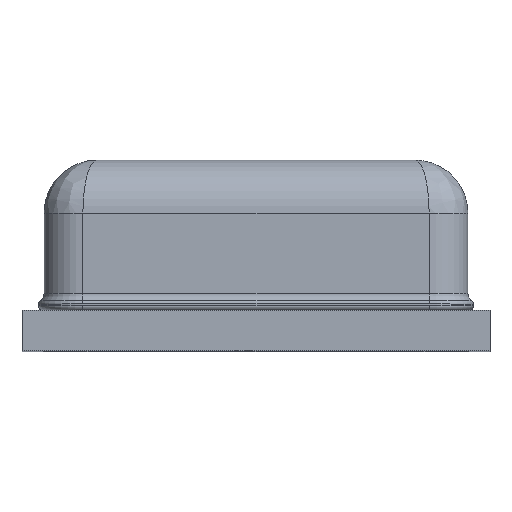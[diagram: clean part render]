
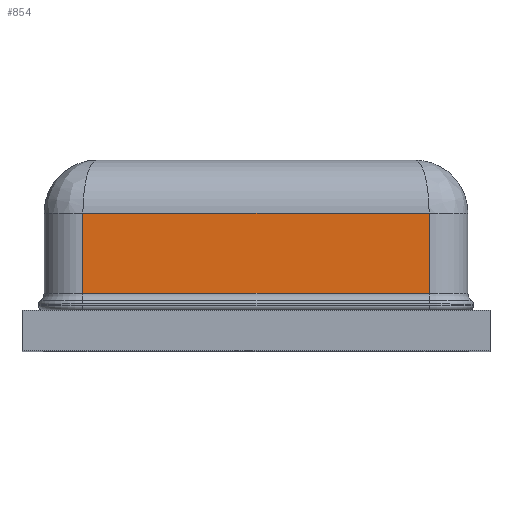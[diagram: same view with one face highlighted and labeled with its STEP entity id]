
A CAD part, top view. The second image highlights one B-rep face of the part: STEP entity #854.
In plain terms, the highlighted planar face has unit normal (0, 0, 1).
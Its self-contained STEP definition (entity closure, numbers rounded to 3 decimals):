
#6 = AXIS2_PLACEMENT_3D ( 'NONE', #1831, #1390, #918 ) ;
#87 = ORIENTED_EDGE ( 'NONE', *, *, #292, .T. ) ;
#205 = CARTESIAN_POINT ( 'NONE',  ( -0.98, 0.325, 1.625 ) ) ;
#225 = LINE ( 'NONE', #1094, #2546 ) ;
#251 = VECTOR ( 'NONE', #353, 1000. ) ;
#292 = EDGE_CURVE ( 'NONE', #2734, #371, #3069, .T. ) ;
#353 = DIRECTION ( 'NONE',  ( 0., -1., 0. ) ) ;
#371 = VERTEX_POINT ( 'NONE', #205 ) ;
#506 = CARTESIAN_POINT ( 'NONE',  ( -0.98, 0.78, 1.625 ) ) ;
#542 = DIRECTION ( 'NONE',  ( 0., -1., 0. ) ) ;
#854 = ADVANCED_FACE ( 'NONE', ( #1062 ), #2969, .F. ) ;
#863 = ORIENTED_EDGE ( 'NONE', *, *, #3406, .F. ) ;
#918 = DIRECTION ( 'NONE',  ( -1., 0., 0. ) ) ;
#1062 = FACE_OUTER_BOUND ( 'NONE', #1986, .T. ) ;
#1094 = CARTESIAN_POINT ( 'NONE',  ( 0.98, 0.325, 1.625 ) ) ;
#1294 = CARTESIAN_POINT ( 'NONE',  ( 0.98, 0.325, 1.625 ) ) ;
#1319 = LINE ( 'NONE', #3363, #251 ) ;
#1390 = DIRECTION ( 'NONE',  ( 0., 0., -1. ) ) ;
#1817 = ORIENTED_EDGE ( 'NONE', *, *, #3169, .T. ) ;
#1831 = CARTESIAN_POINT ( 'NONE',  ( 0.98, 6.2, 1.625 ) ) ;
#1858 = VECTOR ( 'NONE', #542, 1000. ) ;
#1900 = LINE ( 'NONE', #2798, #1962 ) ;
#1904 = ORIENTED_EDGE ( 'NONE', *, *, #1917, .T. ) ;
#1917 = EDGE_CURVE ( 'NONE', #3053, #2734, #1900, .T. ) ;
#1962 = VECTOR ( 'NONE', #3128, 1000. ) ;
#1986 = EDGE_LOOP ( 'NONE', ( #87, #1817, #863, #1904 ) ) ;
#2036 = CARTESIAN_POINT ( 'NONE',  ( 0.98, 0.78, 1.625 ) ) ;
#2423 = CARTESIAN_POINT ( 'NONE',  ( -0.98, 6.2, 1.625 ) ) ;
#2546 = VECTOR ( 'NONE', #3117, 1000. ) ;
#2734 = VERTEX_POINT ( 'NONE', #506 ) ;
#2798 = CARTESIAN_POINT ( 'NONE',  ( -0.98, 0.78, 1.625 ) ) ;
#2865 = VERTEX_POINT ( 'NONE', #1294 ) ;
#2969 = PLANE ( 'NONE',  #6 ) ;
#3053 = VERTEX_POINT ( 'NONE', #2036 ) ;
#3069 = LINE ( 'NONE', #2423, #1858 ) ;
#3117 = DIRECTION ( 'NONE',  ( 1., 0., 0. ) ) ;
#3128 = DIRECTION ( 'NONE',  ( -1., 0., 0. ) ) ;
#3169 = EDGE_CURVE ( 'NONE', #371, #2865, #225, .T. ) ;
#3363 = CARTESIAN_POINT ( 'NONE',  ( 0.98, 6.2, 1.625 ) ) ;
#3406 = EDGE_CURVE ( 'NONE', #3053, #2865, #1319, .T. ) ;
